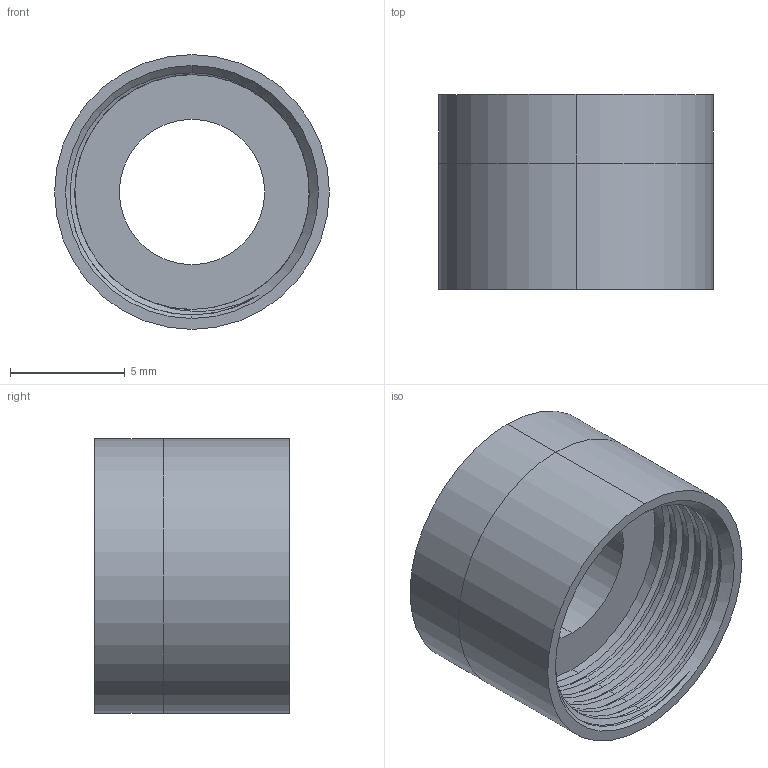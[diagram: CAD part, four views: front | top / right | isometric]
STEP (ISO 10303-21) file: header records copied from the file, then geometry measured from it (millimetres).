
FILE_DESCRIPTION (( 'STEP AP214' ), '1' );
FILE_NAME ('51775_Small Adaptor.STEP', '2020-12-03T18:49:42', ( '' ), ( '' ), 'SwSTEP 2.0', 'SolidWorks 2021', '' );
FILE_SCHEMA (( 'AUTOMOTIVE_DESIGN' ));
Length unit declared in the file: inch
Products named in the file (1): 51775_Small Adaptor
Bounding box: 12 x 8.5 x 12 mm (x, y, z)
Volume: 447.8 mm3; surface area: 748.7 mm2
Topology: 1 solids, 1 shells, 29 faces, 73 edges, 49 vertices
Faces by surface type: cylinder 17, plane 6, cone 3, bspline 3
Entity records: 2446 total; most frequent: CARTESIAN_POINT 1410, ORIENTED_EDGE 146, DIRECTION 111, EDGE_CURVE 73, VERTEX_POINT 49, AXIS2_PLACEMENT_3D 45, EDGE_LOOP 34, UNCERTAINTY_MEASURE_WITH_UNIT 32
